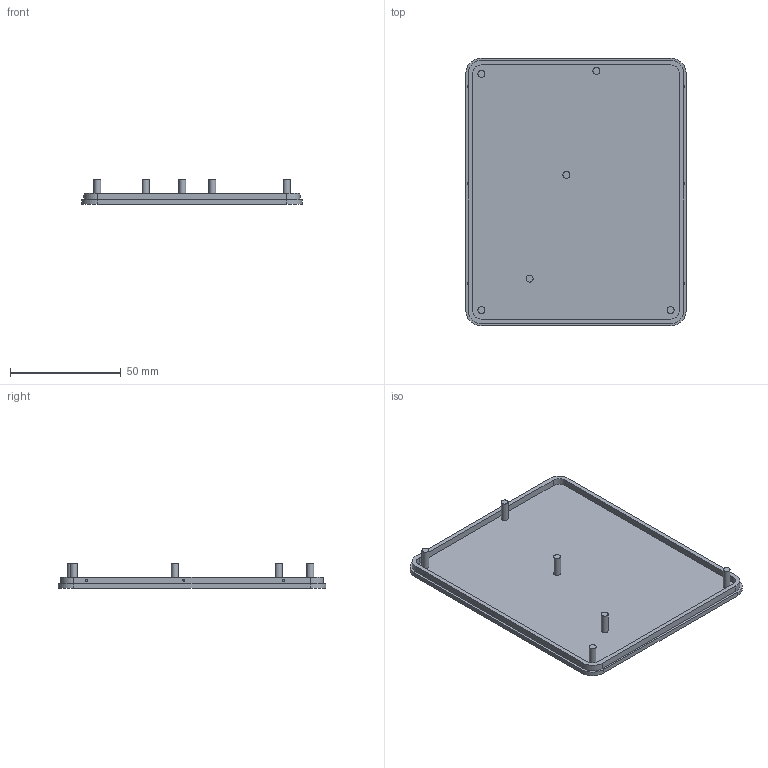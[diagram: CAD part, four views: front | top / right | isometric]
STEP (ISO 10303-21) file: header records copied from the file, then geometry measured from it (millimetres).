
FILE_DESCRIPTION(/* description */ ('STEP AP242','CAx-IF Rec.Pracs.---Representation and Presentation of Product Manufacturing Information (PMI)---4.0---2014-10-13','CAx-IF Rec.Pracs.---3D Tessellated Geometry---0.4---2014-09-14','2;1'),/* implementation_level */ '2;1');
FILE_NAME(/* name */ '67b805f7979b706e994ecbbc',/* time_stamp */ '2025-02-21T04:50:01Z',/* author */ (''),/* organization */ (''),/* preprocessor_version */ 'ST-DEVELOPER v20',/* originating_system */ 'ONSHAPE BY PTC INC, 1.193',/* authorisation */ ' ');
FILE_SCHEMA (('AP242_MANAGED_MODEL_BASED_3D_ENGINEERING_MIM_LF { 1 0 10303 442 1 1 4 }'));
Length unit declared in the file: millimetre
Products named in the file (1): Bottom_Case
Bounding box: 99.5 x 120.8 x 11.1 mm (x, y, z)
Volume: 26885.9 mm3; surface area: 27860.8 mm2
Topology: 1 solids, 1 shells, 52 faces, 108 edges, 72 vertices
Faces by surface type: plane 28, cylinder 24
Full cylindrical faces by diameter (mm): 0.997 x6, 3.177 x6
Entity records: 1362 total; most frequent: DIRECTION 250, CARTESIAN_POINT 221, ORIENTED_EDGE 192, AXIS2_PLACEMENT_3D 101, EDGE_CURVE 96, EDGE_LOOP 78, FACE_BOUND 78, VERTEX_POINT 72
